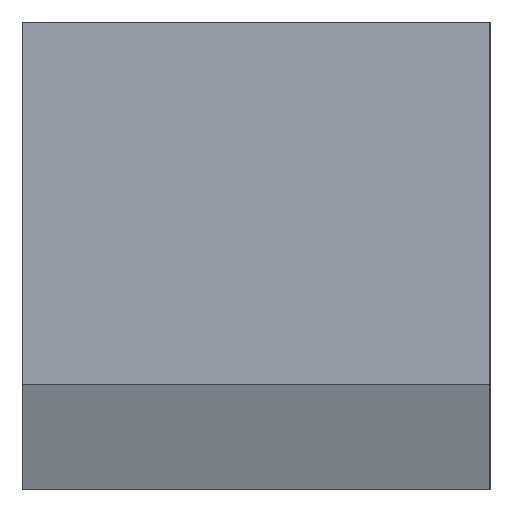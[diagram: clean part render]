
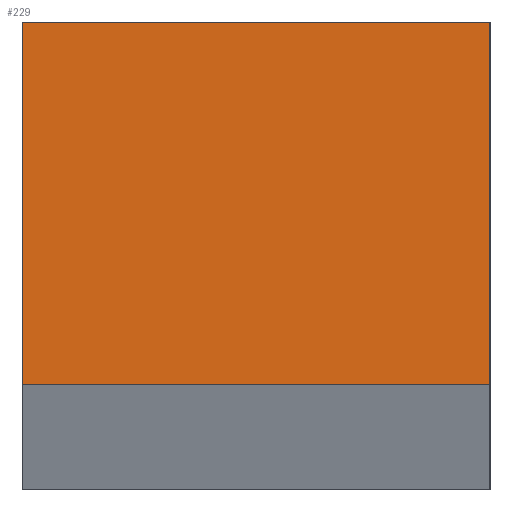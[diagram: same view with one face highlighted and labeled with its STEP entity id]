
A CAD part, left-side view. The second image highlights one B-rep face of the part: STEP entity #229.
In plain terms, the highlighted planar face has unit normal (-1, 0, 0).
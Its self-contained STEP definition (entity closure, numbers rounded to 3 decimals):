
#229=ADVANCED_FACE('NONE',(#550),#551,.F.);
#550=FACE_OUTER_BOUND('',#960,.T.);
#551=PLANE('',#961);
#960=EDGE_LOOP('',(#1795,#1796,#1797,#1798));
#961=AXIS2_PLACEMENT_3D('',#1799,#1800,#1801);
#1795=ORIENTED_EDGE('',*,*,#2953,.F.);
#1796=ORIENTED_EDGE('',*,*,#2592,.F.);
#1797=ORIENTED_EDGE('',*,*,#2954,.F.);
#1798=ORIENTED_EDGE('',*,*,#2849,.T.);
#1799=CARTESIAN_POINT('',(0.0,0.0,25.0));
#1800=DIRECTION('',(1.0,0.0,0.0));
#1801=DIRECTION('',(0.0,1.0,-0.0));
#2592=EDGE_CURVE('NONE',#3126,#3128,#3129,.T.);
#2849=EDGE_CURVE('NONE',#3641,#3639,#3642,.T.);
#2953=EDGE_CURVE('NONE',#3128,#3639,#3748,.T.);
#2954=EDGE_CURVE('NONE',#3641,#3126,#3749,.T.);
#3126=VERTEX_POINT('NONE',#3924);
#3128=VERTEX_POINT('NONE',#3927);
#3129=LINE('',#3928,#3929);
#3639=VERTEX_POINT('NONE',#4693);
#3641=VERTEX_POINT('NONE',#4696);
#3642=LINE('',#4697,#4698);
#3748=LINE('',#4873,#4874);
#3749=LINE('',#4875,#4876);
#3924=CARTESIAN_POINT('',(0.0,0.0,25.0));
#3927=CARTESIAN_POINT('',(0.0,0.0,5.625));
#3928=CARTESIAN_POINT('',(0.0,0.0,25.0));
#3929=VECTOR('',#5108,1000.0);
#4693=CARTESIAN_POINT('',(0.0,25.0,5.625));
#4696=CARTESIAN_POINT('',(0.0,25.0,25.0));
#4697=CARTESIAN_POINT('',(0.0,25.0,25.0));
#4698=VECTOR('',#5364,1000.0);
#4873=CARTESIAN_POINT('',(0.0,0.0,5.625));
#4874=VECTOR('',#5434,1000.0);
#4875=CARTESIAN_POINT('',(0.0,0.0,25.0));
#4876=VECTOR('',#5435,1000.0);
#5108=DIRECTION('',(-0.0,-0.0,-1.0));
#5364=DIRECTION('',(-0.0,-0.0,-1.0));
#5434=DIRECTION('',(0.0,1.0,0.0));
#5435=DIRECTION('',(-0.0,-1.0,-0.0));
